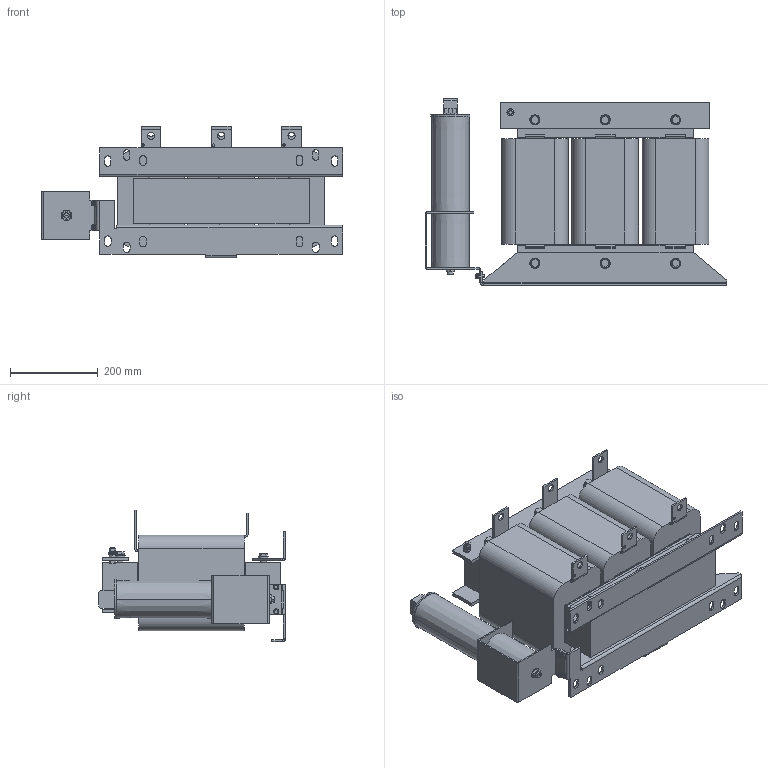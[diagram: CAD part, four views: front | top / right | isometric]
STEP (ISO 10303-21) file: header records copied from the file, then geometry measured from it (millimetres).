
FILE_DESCRIPTION (( 'STEP AP214' ), '1' );
FILE_NAME ('346650.STEP', '2021-04-01T06:51:23', ( '' ), ( '' ), 'SwSTEP 2.0', 'SolidWorks 2018', '' );
FILE_SCHEMA (( 'AUTOMOTIVE_DESIGN' ));
Length unit declared in the file: millimetre
Products named in the file (1): 346650
Bounding box: 685 x 424.68 x 299.5 mm (x, y, z)
Volume: 33348022.4 mm3; surface area: 1582256.9 mm2
Topology: 1 solids, 1 shells, 667 faces, 1611 edges, 1012 vertices
Faces by surface type: plane 443, cylinder 190, cone 24, torus 6, sphere 4
Entity records: 19549 total; most frequent: CARTESIAN_POINT 3547, DIRECTION 3353, ORIENTED_EDGE 3218, EDGE_CURVE 1609, AXIS2_PLACEMENT_3D 1118, LINE 1117, VECTOR 1117, VERTEX_POINT 1012
